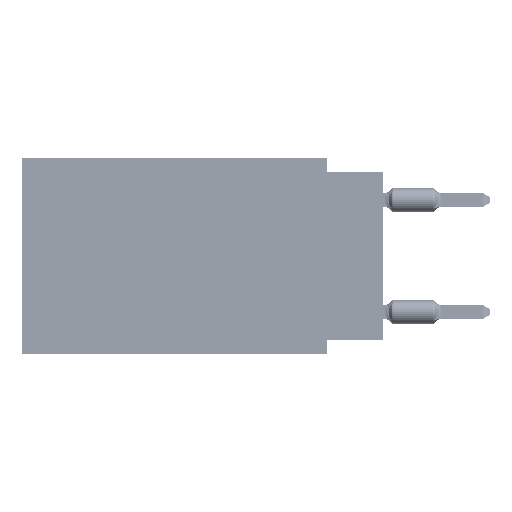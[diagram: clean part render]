
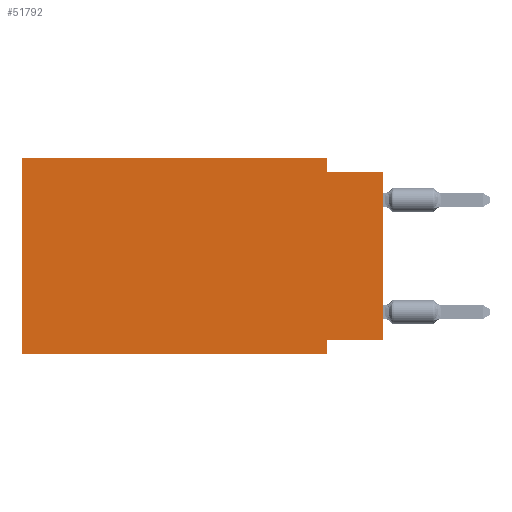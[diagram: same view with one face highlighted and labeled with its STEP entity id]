
A CAD part, left-side view. The second image highlights one B-rep face of the part: STEP entity #51792.
In plain terms, the highlighted planar face has unit normal (-1, 0, 0).
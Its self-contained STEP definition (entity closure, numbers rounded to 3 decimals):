
#360 = CARTESIAN_POINT ( 'NONE',  ( 0., 2.54, -8.89 ) ) ;
#1957 = DIRECTION ( 'NONE',  ( 0., -1., 0. ) ) ;
#4915 = CARTESIAN_POINT ( 'NONE',  ( 0., 0., 0. ) ) ;
#6057 = VECTOR ( 'NONE', #61603, 1000. ) ;
#6278 = EDGE_CURVE ( 'NONE', #18953, #37075, #70031, .T. ) ;
#9216 = CARTESIAN_POINT ( 'NONE',  ( 0., 2.54, -0.635 ) ) ;
#9784 = ORIENTED_EDGE ( 'NONE', *, *, #66060, .F. ) ;
#9821 = CARTESIAN_POINT ( 'NONE',  ( 0., 16.383, 0. ) ) ;
#11196 = PLANE ( 'NONE',  #36001 ) ;
#13584 = CARTESIAN_POINT ( 'NONE',  ( 0., 2.54, -8.89 ) ) ;
#14217 = ORIENTED_EDGE ( 'NONE', *, *, #25764, .F. ) ;
#16487 = LINE ( 'NONE', #360, #40750 ) ;
#18253 = EDGE_CURVE ( 'NONE', #33857, #18650, #16487, .T. ) ;
#18583 = VERTEX_POINT ( 'NONE', #70164 ) ;
#18650 = VERTEX_POINT ( 'NONE', #13584 ) ;
#18953 = VERTEX_POINT ( 'NONE', #60367 ) ;
#19159 = DIRECTION ( 'NONE',  ( 0., 0., 1. ) ) ;
#20105 = EDGE_CURVE ( 'NONE', #52091, #37075, #59463, .T. ) ;
#21746 = DIRECTION ( 'NONE',  ( 0., -1., 0. ) ) ;
#22006 = EDGE_CURVE ( 'NONE', #62749, #18650, #56468, .T. ) ;
#22094 = EDGE_CURVE ( 'NONE', #64477, #18583, #57873, .T. ) ;
#24773 = EDGE_LOOP ( 'NONE', ( #82674, #52355, #9784, #83317, #14217, #45671, #91642, #42671 ) ) ;
#25764 = EDGE_CURVE ( 'NONE', #62749, #64477, #67776, .T. ) ;
#27614 = DIRECTION ( 'NONE',  ( 0., 1., 0. ) ) ;
#33857 = VERTEX_POINT ( 'NONE', #68933 ) ;
#36001 = AXIS2_PLACEMENT_3D ( 'NONE', #69169, #68219, #75812 ) ;
#37075 = VERTEX_POINT ( 'NONE', #82915 ) ;
#39322 = VECTOR ( 'NONE', #69466, 1000. ) ;
#40750 = VECTOR ( 'NONE', #52593, 1000. ) ;
#42671 = ORIENTED_EDGE ( 'NONE', *, *, #48499, .F. ) ;
#42739 = VECTOR ( 'NONE', #19159, 1000. ) ;
#45671 = ORIENTED_EDGE ( 'NONE', *, *, #22006, .T. ) ;
#46287 = VECTOR ( 'NONE', #93021, 1000. ) ;
#47598 = LINE ( 'NONE', #85091, #39322 ) ;
#48499 = EDGE_CURVE ( 'NONE', #18953, #33857, #71791, .T. ) ;
#50139 = CARTESIAN_POINT ( 'NONE',  ( 0., 16.383, 0. ) ) ;
#51792 = ADVANCED_FACE ( 'NONE', ( #53960 ), #11196, .F. ) ;
#52091 = VERTEX_POINT ( 'NONE', #9216 ) ;
#52355 = ORIENTED_EDGE ( 'NONE', *, *, #20105, .F. ) ;
#52593 = DIRECTION ( 'NONE',  ( 0., 0., -1. ) ) ;
#53960 = FACE_OUTER_BOUND ( 'NONE', #24773, .T. ) ;
#56468 = LINE ( 'NONE', #71664, #46287 ) ;
#57873 = LINE ( 'NONE', #86827, #82691 ) ;
#59463 = LINE ( 'NONE', #73721, #92958 ) ;
#60367 = CARTESIAN_POINT ( 'NONE',  ( 0., 0., -8.255 ) ) ;
#61603 = DIRECTION ( 'NONE',  ( 0., 0., 1. ) ) ;
#62749 = VERTEX_POINT ( 'NONE', #74930 ) ;
#64477 = VERTEX_POINT ( 'NONE', #50139 ) ;
#66060 = EDGE_CURVE ( 'NONE', #18583, #52091, #47598, .T. ) ;
#67776 = LINE ( 'NONE', #9821, #6057 ) ;
#68219 = DIRECTION ( 'NONE',  ( 1., 0., 0. ) ) ;
#68933 = CARTESIAN_POINT ( 'NONE',  ( 0., 2.54, -8.255 ) ) ;
#69169 = CARTESIAN_POINT ( 'NONE',  ( 0., 16.383, 0. ) ) ;
#69466 = DIRECTION ( 'NONE',  ( 0., 0., -1. ) ) ;
#70031 = LINE ( 'NONE', #4915, #42739 ) ;
#70164 = CARTESIAN_POINT ( 'NONE',  ( 0., 2.54, 0. ) ) ;
#71664 = CARTESIAN_POINT ( 'NONE',  ( 0., 16.383, -8.89 ) ) ;
#71791 = LINE ( 'NONE', #79377, #93221 ) ;
#73721 = CARTESIAN_POINT ( 'NONE',  ( 0., 0., -0.635 ) ) ;
#74930 = CARTESIAN_POINT ( 'NONE',  ( 0., 16.383, -8.89 ) ) ;
#75812 = DIRECTION ( 'NONE',  ( 0., 0., -1. ) ) ;
#79377 = CARTESIAN_POINT ( 'NONE',  ( 0., 0., -8.255 ) ) ;
#82674 = ORIENTED_EDGE ( 'NONE', *, *, #6278, .T. ) ;
#82691 = VECTOR ( 'NONE', #21746, 1000. ) ;
#82915 = CARTESIAN_POINT ( 'NONE',  ( 0., 0., -0.635 ) ) ;
#83317 = ORIENTED_EDGE ( 'NONE', *, *, #22094, .F. ) ;
#85091 = CARTESIAN_POINT ( 'NONE',  ( 0., 2.54, 0. ) ) ;
#86827 = CARTESIAN_POINT ( 'NONE',  ( 0., 16.383, 0. ) ) ;
#91642 = ORIENTED_EDGE ( 'NONE', *, *, #18253, .F. ) ;
#92958 = VECTOR ( 'NONE', #1957, 1000. ) ;
#93021 = DIRECTION ( 'NONE',  ( 0., -1., 0. ) ) ;
#93221 = VECTOR ( 'NONE', #27614, 1000. ) ;
